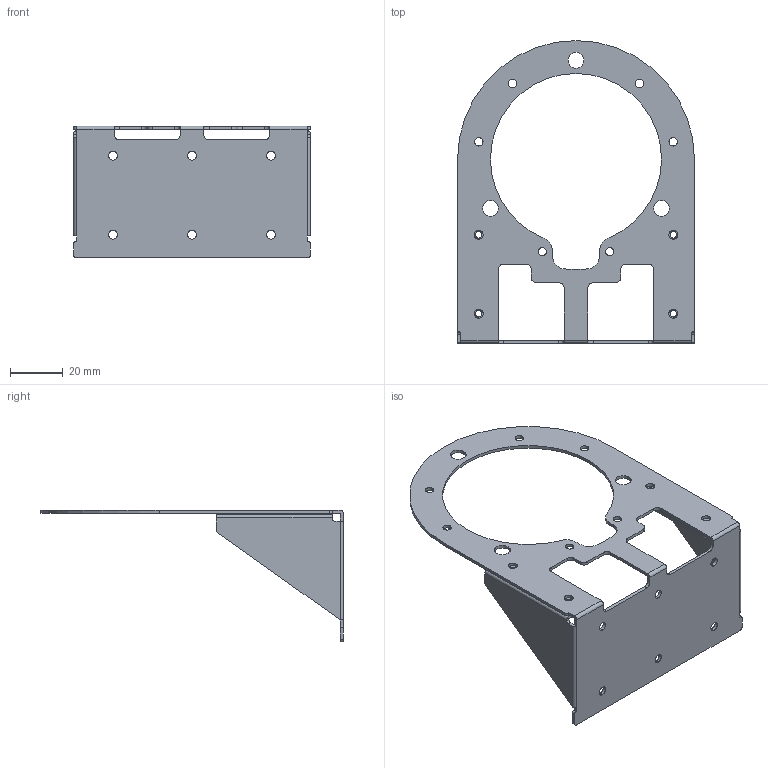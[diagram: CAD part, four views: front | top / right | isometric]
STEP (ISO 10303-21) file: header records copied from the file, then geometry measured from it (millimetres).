
FILE_DESCRIPTION (( 'STEP AP214' ), '1' );
FILE_NAME ('MountForCyberGear_rear.STEP', '2023-10-30T12:54:47', ( '' ), ( '' ), 'SwSTEP 2.0', 'SolidWorks 2023', '' );
FILE_SCHEMA (( 'AUTOMOTIVE_DESIGN' ));
Length unit declared in the file: millimetre
Products named in the file (1): MountForCyberGear_rear
Bounding box: 90 x 115 x 50 mm (x, y, z)
Volume: 14404 mm3; surface area: 25657.7 mm2
Topology: 1 solids, 1 shells, 149 faces, 429 edges, 282 vertices
Faces by surface type: cylinder 96, plane 53
Entity records: 5086 total; most frequent: DIRECTION 921, CARTESIAN_POINT 861, ORIENTED_EDGE 858, EDGE_CURVE 429, AXIS2_PLACEMENT_3D 342, VERTEX_POINT 282, LINE 237, VECTOR 237
